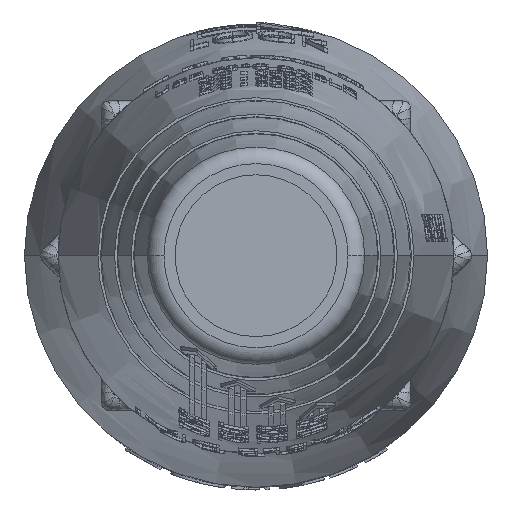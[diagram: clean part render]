
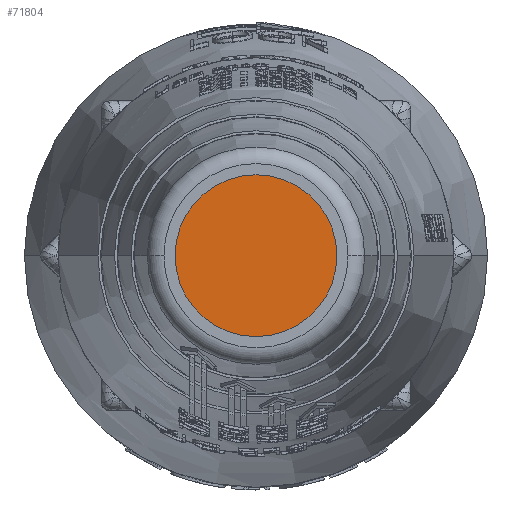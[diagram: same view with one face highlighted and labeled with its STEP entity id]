
A CAD part, left-side view. The second image highlights one B-rep face of the part: STEP entity #71804.
In plain terms, the highlighted planar face has unit normal (-1, 0, 0).
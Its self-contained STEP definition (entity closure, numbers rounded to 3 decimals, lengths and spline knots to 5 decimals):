
#989 = CIRCLE ( 'NONE', #97863, 0.46 ) ;
#1477 = DIRECTION ( 'NONE',  ( -1., 0., 0. ) ) ;
#6422 = VERTEX_POINT ( 'NONE', #78342 ) ;
#24839 = ORIENTED_EDGE ( 'NONE', *, *, #29875, .T. ) ;
#25440 = CARTESIAN_POINT ( 'NONE',  ( -2.69041, 0., 0. ) ) ;
#27507 = PLANE ( 'NONE',  #58191 ) ;
#29875 = EDGE_CURVE ( 'NONE', #118359, #6422, #989, .T. ) ;
#37174 = FACE_OUTER_BOUND ( 'NONE', #107080, .T. ) ;
#46717 = DIRECTION ( 'NONE',  ( 0., 1., 0. ) ) ;
#48983 = CIRCLE ( 'NONE', #121140, 0.46 ) ;
#53859 = ORIENTED_EDGE ( 'NONE', *, *, #60875, .T. ) ;
#57163 = CARTESIAN_POINT ( 'NONE',  ( -2.69041, 0., 0. ) ) ;
#58191 = AXIS2_PLACEMENT_3D ( 'NONE', #57163, #106226, #96539 ) ;
#59493 = CARTESIAN_POINT ( 'NONE',  ( -2.69041, 0., 0. ) ) ;
#60875 = EDGE_CURVE ( 'NONE', #6422, #118359, #48983, .T. ) ;
#64139 = DIRECTION ( 'NONE',  ( -1., 0., 0. ) ) ;
#71804 = ADVANCED_FACE ( 'NONE', ( #37174 ), #27507, .F. ) ;
#78342 = CARTESIAN_POINT ( 'NONE',  ( -2.69041, 0.46, 0. ) ) ;
#96539 = DIRECTION ( 'NONE',  ( 0., 1., 0. ) ) ;
#97863 = AXIS2_PLACEMENT_3D ( 'NONE', #59493, #1477, #120789 ) ;
#106226 = DIRECTION ( 'NONE',  ( 1., 0., 0. ) ) ;
#107080 = EDGE_LOOP ( 'NONE', ( #53859, #24839 ) ) ;
#114762 = CARTESIAN_POINT ( 'NONE',  ( -2.69041, -0.46, 0. ) ) ;
#118359 = VERTEX_POINT ( 'NONE', #114762 ) ;
#120789 = DIRECTION ( 'NONE',  ( 0., 1., 0. ) ) ;
#121140 = AXIS2_PLACEMENT_3D ( 'NONE', #25440, #64139, #46717 ) ;
